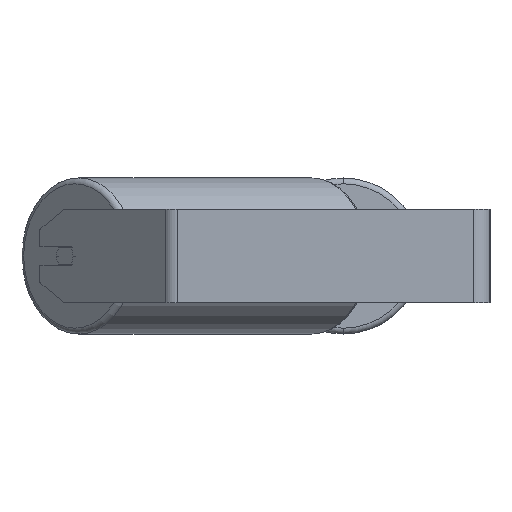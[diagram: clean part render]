
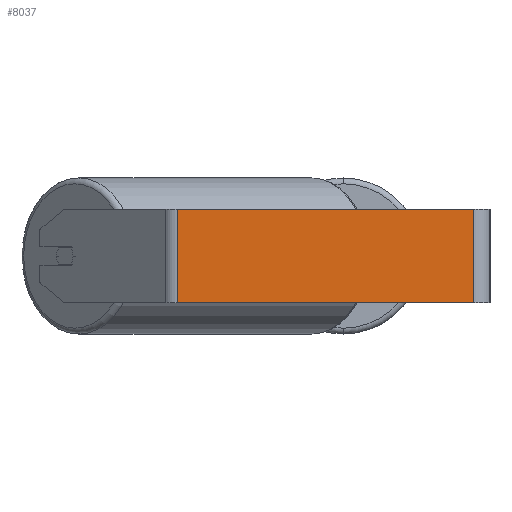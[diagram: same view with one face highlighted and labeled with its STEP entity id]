
A CAD part, left-side view. The second image highlights one B-rep face of the part: STEP entity #8037.
In plain terms, the highlighted planar face has unit normal (-1, 0, 0).
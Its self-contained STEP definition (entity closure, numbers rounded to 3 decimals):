
#30 = VERTEX_POINT ( 'NONE', #7042 ) ;
#616 = DIRECTION ( 'NONE',  ( 0., 0., -1. ) ) ;
#650 = AXIS2_PLACEMENT_3D ( 'NONE', #7799, #7185, #3121 ) ;
#664 = CARTESIAN_POINT ( 'NONE',  ( -500., 271.963, 40. ) ) ;
#755 = EDGE_CURVE ( 'NONE', #30, #5847, #8635, .T. ) ;
#780 = CARTESIAN_POINT ( 'NONE',  ( -500., 266.164, -40. ) ) ;
#787 = CARTESIAN_POINT ( 'NONE',  ( -500., 14., -40. ) ) ;
#1099 = LINE ( 'NONE', #3284, #6559 ) ;
#1115 = CARTESIAN_POINT ( 'NONE',  ( -500., 14., 40. ) ) ;
#1190 = PLANE ( 'NONE',  #650 ) ;
#1230 = DIRECTION ( 'NONE',  ( 0., -1., 0. ) ) ;
#1308 = ORIENTED_EDGE ( 'NONE', *, *, #2442, .F. ) ;
#1877 = EDGE_LOOP ( 'NONE', ( #6652, #4254, #1308, #4621 ) ) ;
#2034 = DIRECTION ( 'NONE',  ( 0., -1., 0. ) ) ;
#2339 = VECTOR ( 'NONE', #616, 1000. ) ;
#2442 = EDGE_CURVE ( 'NONE', #7388, #30, #4801, .T. ) ;
#2564 = EDGE_CURVE ( 'NONE', #4177, #5847, #1099, .T. ) ;
#2611 = LINE ( 'NONE', #5332, #2339 ) ;
#3121 = DIRECTION ( 'NONE',  ( 0., 0., -1. ) ) ;
#3284 = CARTESIAN_POINT ( 'NONE',  ( -500., 271.963, -40. ) ) ;
#3324 = VECTOR ( 'NONE', #2034, 1000. ) ;
#4177 = VERTEX_POINT ( 'NONE', #780 ) ;
#4254 = ORIENTED_EDGE ( 'NONE', *, *, #755, .F. ) ;
#4496 = FACE_OUTER_BOUND ( 'NONE', #1877, .T. ) ;
#4621 = ORIENTED_EDGE ( 'NONE', *, *, #8183, .T. ) ;
#4801 = LINE ( 'NONE', #664, #3324 ) ;
#5332 = CARTESIAN_POINT ( 'NONE',  ( -500., 266.164, 40. ) ) ;
#5382 = DIRECTION ( 'NONE',  ( 0., 0., -1. ) ) ;
#5488 = CARTESIAN_POINT ( 'NONE',  ( -500., 266.164, 40. ) ) ;
#5847 = VERTEX_POINT ( 'NONE', #787 ) ;
#6559 = VECTOR ( 'NONE', #1230, 1000. ) ;
#6652 = ORIENTED_EDGE ( 'NONE', *, *, #2564, .T. ) ;
#7042 = CARTESIAN_POINT ( 'NONE',  ( -500., 14., 40. ) ) ;
#7100 = VECTOR ( 'NONE', #5382, 1000. ) ;
#7185 = DIRECTION ( 'NONE',  ( 1., 0., 0. ) ) ;
#7388 = VERTEX_POINT ( 'NONE', #5488 ) ;
#7799 = CARTESIAN_POINT ( 'NONE',  ( -500., 271.963, 40. ) ) ;
#8037 = ADVANCED_FACE ( 'NONE', ( #4496 ), #1190, .F. ) ;
#8183 = EDGE_CURVE ( 'NONE', #7388, #4177, #2611, .T. ) ;
#8635 = LINE ( 'NONE', #1115, #7100 ) ;
